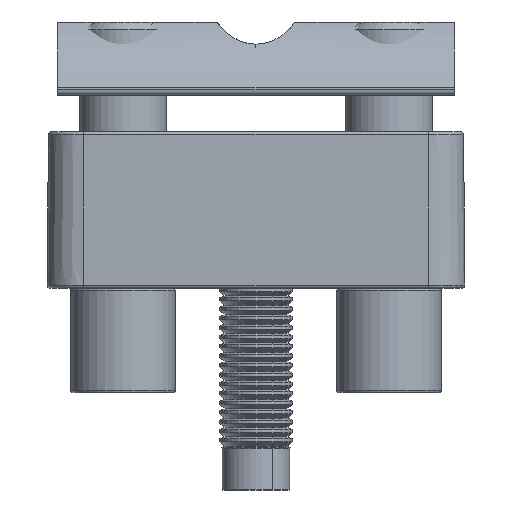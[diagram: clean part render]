
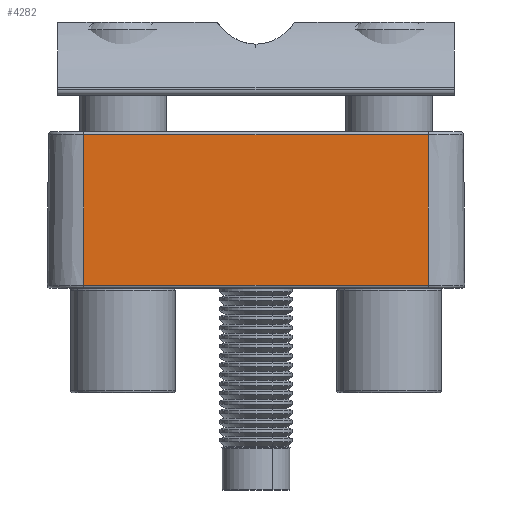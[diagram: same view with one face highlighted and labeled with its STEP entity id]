
A CAD part, left-side view. The second image highlights one B-rep face of the part: STEP entity #4282.
In plain terms, the highlighted planar face has unit normal (-1, 0, 0.009).
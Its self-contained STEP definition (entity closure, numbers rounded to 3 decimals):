
#8 = CARTESIAN_POINT ( 'NONE',  ( -40., -16.5, 0. ) ) ;
#792 = LINE ( 'NONE', #12578, #13007 ) ;
#1565 = CARTESIAN_POINT ( 'NONE',  ( -39.872, 16.5, 14.703 ) ) ;
#1853 = CARTESIAN_POINT ( 'NONE',  ( -39.872, 16.5, 14.703 ) ) ;
#2483 = CARTESIAN_POINT ( 'NONE',  ( -40., -16.5, 0. ) ) ;
#3777 = LINE ( 'NONE', #1853, #14235 ) ;
#3863 = DIRECTION ( 'NONE',  ( -0.009, 0., -1. ) ) ;
#4232 = VECTOR ( 'NONE', #17900, 1000. ) ;
#4282 = ADVANCED_FACE ( 'NONE', ( #12124 ), #6592, .T. ) ;
#6592 = PLANE ( 'NONE',  #6805 ) ;
#6805 = AXIS2_PLACEMENT_3D ( 'NONE', #8, #17468, #8642 ) ;
#7388 = LINE ( 'NONE', #12778, #4232 ) ;
#8072 = EDGE_CURVE ( 'NONE', #21643, #10112, #7388, .T. ) ;
#8642 = DIRECTION ( 'NONE',  ( 0.009, 0., 1. ) ) ;
#9065 = EDGE_CURVE ( 'NONE', #13570, #21643, #3777, .T. ) ;
#9205 = LINE ( 'NONE', #2483, #19909 ) ;
#10112 = VERTEX_POINT ( 'NONE', #16104 ) ;
#10317 = ORIENTED_EDGE ( 'NONE', *, *, #9065, .T. ) ;
#11438 = ORIENTED_EDGE ( 'NONE', *, *, #8072, .T. ) ;
#12032 = EDGE_CURVE ( 'NONE', #13570, #20477, #9205, .T. ) ;
#12124 = FACE_OUTER_BOUND ( 'NONE', #16681, .T. ) ;
#12578 = CARTESIAN_POINT ( 'NONE',  ( -39.997, -16.5, 0.303 ) ) ;
#12778 = CARTESIAN_POINT ( 'NONE',  ( -40., 16.5, 0. ) ) ;
#13007 = VECTOR ( 'NONE', #19625, 1000. ) ;
#13570 = VERTEX_POINT ( 'NONE', #13846 ) ;
#13846 = CARTESIAN_POINT ( 'NONE',  ( -39.872, -16.5, 14.703 ) ) ;
#14235 = VECTOR ( 'NONE', #15701, 1000. ) ;
#14908 = ORIENTED_EDGE ( 'NONE', *, *, #19299, .T. ) ;
#15498 = CARTESIAN_POINT ( 'NONE',  ( -39.997, -16.5, 0.303 ) ) ;
#15701 = DIRECTION ( 'NONE',  ( 0., 1., 0. ) ) ;
#16104 = CARTESIAN_POINT ( 'NONE',  ( -39.997, 16.5, 0.303 ) ) ;
#16681 = EDGE_LOOP ( 'NONE', ( #11438, #14908, #20673, #10317 ) ) ;
#17468 = DIRECTION ( 'NONE',  ( -1., 0., 0.009 ) ) ;
#17900 = DIRECTION ( 'NONE',  ( -0.009, 0., -1. ) ) ;
#19299 = EDGE_CURVE ( 'NONE', #10112, #20477, #792, .T. ) ;
#19625 = DIRECTION ( 'NONE',  ( 0., -1., 0. ) ) ;
#19909 = VECTOR ( 'NONE', #3863, 1000. ) ;
#20477 = VERTEX_POINT ( 'NONE', #15498 ) ;
#20673 = ORIENTED_EDGE ( 'NONE', *, *, #12032, .F. ) ;
#21643 = VERTEX_POINT ( 'NONE', #1565 ) ;
